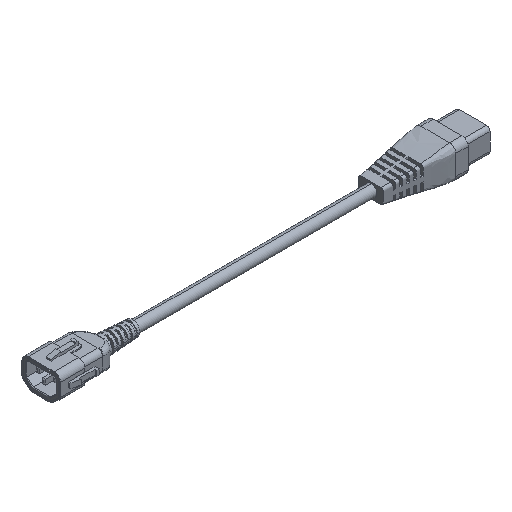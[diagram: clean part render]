
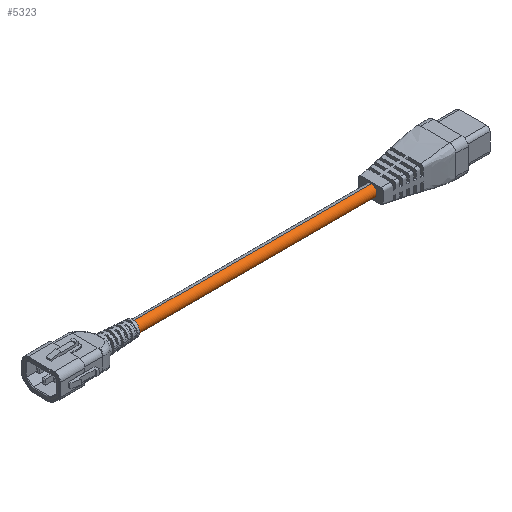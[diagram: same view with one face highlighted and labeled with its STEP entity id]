
A CAD part, isometric view. The second image highlights one B-rep face of the part: STEP entity #5323.
In plain terms, the highlighted cylindrical face has radius 4.6 mm (diameter 9.2 mm), a partial arc.
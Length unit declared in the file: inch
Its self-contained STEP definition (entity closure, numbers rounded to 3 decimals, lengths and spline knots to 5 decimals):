
#294 = EDGE_LOOP ( 'NONE', ( #6316, #14182, #9384, #12206 ) ) ;
#886 = CYLINDRICAL_SURFACE ( 'NONE', #6986, 0.1811 ) ;
#1503 = VERTEX_POINT ( 'NONE', #4979 ) ;
#1528 = DIRECTION ( 'NONE',  ( 1., 0., 0. ) ) ;
#1784 = DIRECTION ( 'NONE',  ( 0., 0., 1. ) ) ;
#2131 = EDGE_CURVE ( 'NONE', #13215, #8216, #14491, .T. ) ;
#3165 = DIRECTION ( 'NONE',  ( 0., 0., 1. ) ) ;
#4190 = DIRECTION ( 'NONE',  ( 1., 0., 0. ) ) ;
#4226 = CARTESIAN_POINT ( 'NONE',  ( -0.1811, 0., 0. ) ) ;
#4442 = DIRECTION ( 'NONE',  ( 0., 0., 1. ) ) ;
#4949 = CARTESIAN_POINT ( 'NONE',  ( 0.1811, 0., -10. ) ) ;
#4979 = CARTESIAN_POINT ( 'NONE',  ( -0.1811, 0., -10. ) ) ;
#5323 = ADVANCED_FACE ( 'NONE', ( #7650 ), #886, .T. ) ;
#5475 = LINE ( 'NONE', #10870, #11503 ) ;
#6316 = ORIENTED_EDGE ( 'NONE', *, *, #14619, .F. ) ;
#6786 = EDGE_CURVE ( 'NONE', #10656, #8216, #5475, .T. ) ;
#6912 = CARTESIAN_POINT ( 'NONE',  ( 0., 0., 0. ) ) ;
#6986 = AXIS2_PLACEMENT_3D ( 'NONE', #10103, #3165, #13366 ) ;
#7273 = CARTESIAN_POINT ( 'NONE',  ( 0.1811, 0., 0. ) ) ;
#7650 = FACE_OUTER_BOUND ( 'NONE', #294, .T. ) ;
#7818 = CARTESIAN_POINT ( 'NONE',  ( -0.1811, 0., -10. ) ) ;
#8216 = VERTEX_POINT ( 'NONE', #7273 ) ;
#8602 = DIRECTION ( 'NONE',  ( 0., 0., 1. ) ) ;
#8844 = AXIS2_PLACEMENT_3D ( 'NONE', #9716, #8602, #4190 ) ;
#9130 = DIRECTION ( 'NONE',  ( 0., 0., 1. ) ) ;
#9384 = ORIENTED_EDGE ( 'NONE', *, *, #6786, .T. ) ;
#9716 = CARTESIAN_POINT ( 'NONE',  ( 0., 0., -10. ) ) ;
#9791 = CIRCLE ( 'NONE', #8844, 0.1811 ) ;
#10103 = CARTESIAN_POINT ( 'NONE',  ( 0., 0., -10. ) ) ;
#10656 = VERTEX_POINT ( 'NONE', #4949 ) ;
#10870 = CARTESIAN_POINT ( 'NONE',  ( 0.1811, 0., -10. ) ) ;
#11503 = VECTOR ( 'NONE', #1784, 39.37008 ) ;
#12206 = ORIENTED_EDGE ( 'NONE', *, *, #2131, .F. ) ;
#12438 = EDGE_CURVE ( 'NONE', #1503, #10656, #9791, .T. ) ;
#12598 = AXIS2_PLACEMENT_3D ( 'NONE', #6912, #9130, #1528 ) ;
#12947 = VECTOR ( 'NONE', #4442, 39.37008 ) ;
#13215 = VERTEX_POINT ( 'NONE', #4226 ) ;
#13366 = DIRECTION ( 'NONE',  ( 1., 0., 0. ) ) ;
#14182 = ORIENTED_EDGE ( 'NONE', *, *, #12438, .T. ) ;
#14491 = CIRCLE ( 'NONE', #12598, 0.1811 ) ;
#14578 = LINE ( 'NONE', #7818, #12947 ) ;
#14619 = EDGE_CURVE ( 'NONE', #1503, #13215, #14578, .T. ) ;
